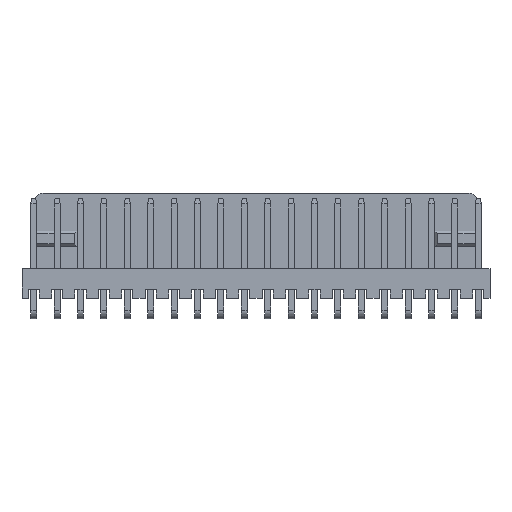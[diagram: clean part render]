
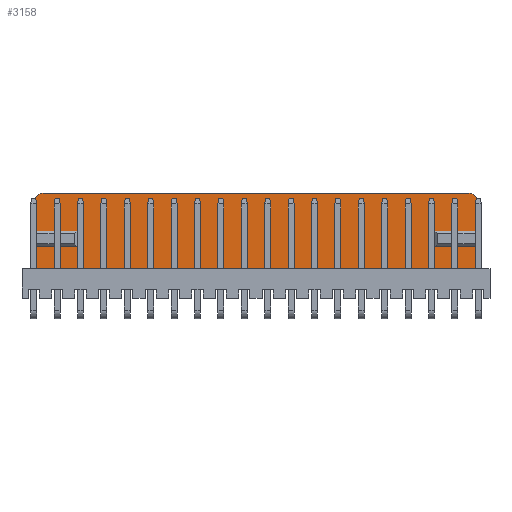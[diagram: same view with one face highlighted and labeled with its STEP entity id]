
A CAD part, top view. The second image highlights one B-rep face of the part: STEP entity #3158.
In plain terms, the highlighted planar face has unit normal (0, 0, 1).
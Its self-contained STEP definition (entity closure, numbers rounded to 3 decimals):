
#3 = EDGE_CURVE ( 'NONE', #16230, #15946, #791, .T. ) ;
#4 = EDGE_CURVE ( 'NONE', #15946, #15948, #794, .T. ) ;
#5 = EDGE_CURVE ( 'NONE', #15948, #16226, #798, .T. ) ;
#6 = EDGE_CURVE ( 'NONE', #15997, #15949, #800, .T. ) ;
#7 = EDGE_CURVE ( 'NONE', #16209, #15949, #1692, .T. ) ;
#8 = EDGE_CURVE ( 'NONE', #16209, #16178, #1694, .T. ) ;
#9 = EDGE_CURVE ( 'NONE', #15942, #16178, #1693, .T. ) ;
#10 = EDGE_CURVE ( 'NONE', #15942, #16229, #1691, .T. ) ;
#791 = LINE ( 'NONE', #1061, #797 ) ;
#794 = LINE ( 'NONE', #1064, #799 ) ;
#797 = VECTOR ( 'NONE', #1063, 1000. ) ;
#798 = LINE ( 'NONE', #1067, #801 ) ;
#799 = VECTOR ( 'NONE', #1066, 1000. ) ;
#800 = LINE ( 'NONE', #1069, #1690 ) ;
#801 = VECTOR ( 'NONE', #1068, 1000. ) ;
#1061 = CARTESIAN_POINT ( 'NONE',  ( -9.538, -3.377, 0.86 ) ) ;
#1063 = DIRECTION ( 'NONE',  ( 0., -1., 0. ) ) ;
#1064 = CARTESIAN_POINT ( 'NONE',  ( -10.858, -3.377, 0.86 ) ) ;
#1065 = DIRECTION ( 'NONE',  ( -1., 0., 0. ) ) ;
#1066 = DIRECTION ( 'NONE',  ( 1., 0., 0. ) ) ;
#1067 = CARTESIAN_POINT ( 'NONE',  ( 38.662, 3.823, 0.86 ) ) ;
#1068 = DIRECTION ( 'NONE',  ( 0., 1., 0. ) ) ;
#1069 = CARTESIAN_POINT ( 'NONE',  ( 38.662, 3.823, 0.86 ) ) ;
#1070 = DIRECTION ( 'NONE',  ( 0., 1., 0. ) ) ;
#1071 = DIRECTION ( 'NONE',  ( 0., -1., 0. ) ) ;
#1072 = CARTESIAN_POINT ( 'NONE',  ( -8.538, 4.823, 0.86 ) ) ;
#1073 = CARTESIAN_POINT ( 'NONE',  ( 37.662, 3.823, 0.86 ) ) ;
#1074 = DIRECTION ( 'NONE',  ( 0., 0., -1. ) ) ;
#1075 = DIRECTION ( 'NONE',  ( 1., 0., 0. ) ) ;
#1078 = CARTESIAN_POINT ( 'NONE',  ( -9.538, -3.377, 0.86 ) ) ;
#1079 = CARTESIAN_POINT ( 'NONE',  ( -8.538, 3.823, 0.86 ) ) ;
#1080 = DIRECTION ( 'NONE',  ( 0., 0., -1. ) ) ;
#1081 = DIRECTION ( 'NONE',  ( 1., 0., 0. ) ) ;
#1522 = AXIS2_PLACEMENT_3D ( 'NONE', #1073, #1074, #1075 ) ;
#1523 = AXIS2_PLACEMENT_3D ( 'NONE', #1079, #1080, #1081 ) ;
#1690 = VECTOR ( 'NONE', #1070, 1000. ) ;
#1691 = LINE ( 'NONE', #1078, #1698 ) ;
#1692 = CIRCLE ( 'NONE', #1522, 1. ) ;
#1693 = CIRCLE ( 'NONE', #1523, 1. ) ;
#1694 = LINE ( 'NONE', #1072, #1695 ) ;
#1695 = VECTOR ( 'NONE', #1065, 1000. ) ;
#1698 = VECTOR ( 'NONE', #1071, 1000. ) ;
#3158 = ADVANCED_FACE ( 'NONE', ( #7451 ), #8781, .F. ) ;
#7451 = FACE_OUTER_BOUND ( 'NONE', #14796, .T. ) ;
#8775 = CARTESIAN_POINT ( 'NONE',  ( -9.538, 0.723, 0.86 ) ) ;
#8781 = PLANE ( 'NONE',  #8909 ) ;
#8783 = DIRECTION ( 'NONE',  ( 0., 0., -1. ) ) ;
#8784 = DIRECTION ( 'NONE',  ( -1., 0., 0. ) ) ;
#8909 = AXIS2_PLACEMENT_3D ( 'NONE', #8775, #8783, #8784 ) ;
#11485 = CARTESIAN_POINT ( 'NONE',  ( -9.538, 3.823, 0.86 ) ) ;
#11489 = CARTESIAN_POINT ( 'NONE',  ( -9.538, -3.377, 0.86 ) ) ;
#11491 = CARTESIAN_POINT ( 'NONE',  ( 38.662, -3.377, 0.86 ) ) ;
#11492 = CARTESIAN_POINT ( 'NONE',  ( 38.662, 3.823, 0.86 ) ) ;
#11540 = CARTESIAN_POINT ( 'NONE',  ( 38.662, 0.723, 0.86 ) ) ;
#11541 = CARTESIAN_POINT ( 'NONE',  ( 33.952, -0.977, 0.86 ) ) ;
#11554 = CARTESIAN_POINT ( 'NONE',  ( -4.828, 0.723, 0.86 ) ) ;
#11723 = CARTESIAN_POINT ( 'NONE',  ( -8.538, 4.823, 0.86 ) ) ;
#11754 = CARTESIAN_POINT ( 'NONE',  ( 37.662, 4.823, 0.86 ) ) ;
#11771 = CARTESIAN_POINT ( 'NONE',  ( 38.662, -0.977, 0.86 ) ) ;
#11772 = CARTESIAN_POINT ( 'NONE',  ( 33.952, 0.723, 0.86 ) ) ;
#11774 = CARTESIAN_POINT ( 'NONE',  ( -9.538, 0.723, 0.86 ) ) ;
#11775 = CARTESIAN_POINT ( 'NONE',  ( -9.538, -0.977, 0.86 ) ) ;
#11776 = CARTESIAN_POINT ( 'NONE',  ( -4.828, -0.977, 0.86 ) ) ;
#12074 = CARTESIAN_POINT ( 'NONE',  ( -9.538, 0.723, 0.86 ) ) ;
#12075 = DIRECTION ( 'NONE',  ( -1., 0., 0. ) ) ;
#12078 = CARTESIAN_POINT ( 'NONE',  ( 33.952, 0.723, 0.86 ) ) ;
#12080 = DIRECTION ( 'NONE',  ( 0., -1., 0. ) ) ;
#12082 = CARTESIAN_POINT ( 'NONE',  ( -9.538, -0.977, 0.86 ) ) ;
#12083 = DIRECTION ( 'NONE',  ( 1., 0., 0. ) ) ;
#12088 = CARTESIAN_POINT ( 'NONE',  ( -9.538, -0.977, 0.86 ) ) ;
#12089 = DIRECTION ( 'NONE',  ( 1., 0., 0. ) ) ;
#12092 = CARTESIAN_POINT ( 'NONE',  ( -4.828, 0.723, 0.86 ) ) ;
#12094 = DIRECTION ( 'NONE',  ( 0., 1., 0. ) ) ;
#12096 = CARTESIAN_POINT ( 'NONE',  ( -9.538, 0.723, 0.86 ) ) ;
#12097 = DIRECTION ( 'NONE',  ( -1., 0., 0. ) ) ;
#12275 = LINE ( 'NONE', #12074, #12278 ) ;
#12278 = VECTOR ( 'NONE', #12075, 1000. ) ;
#12279 = LINE ( 'NONE', #12078, #12282 ) ;
#12282 = VECTOR ( 'NONE', #12080, 1000. ) ;
#12283 = LINE ( 'NONE', #12082, #12286 ) ;
#12286 = VECTOR ( 'NONE', #12083, 1000. ) ;
#12289 = LINE ( 'NONE', #12088, #12292 ) ;
#12292 = VECTOR ( 'NONE', #12089, 1000. ) ;
#12293 = LINE ( 'NONE', #12092, #12296 ) ;
#12296 = VECTOR ( 'NONE', #12094, 1000. ) ;
#12297 = LINE ( 'NONE', #12096, #12300 ) ;
#12300 = VECTOR ( 'NONE', #12097, 1000. ) ;
#14222 = ORIENTED_EDGE ( 'NONE', *, *, #16646, .F. ) ;
#14223 = ORIENTED_EDGE ( 'NONE', *, *, #16644, .F. ) ;
#14224 = ORIENTED_EDGE ( 'NONE', *, *, #3, .T. ) ;
#14225 = ORIENTED_EDGE ( 'NONE', *, *, #4, .T. ) ;
#14226 = ORIENTED_EDGE ( 'NONE', *, *, #5, .T. ) ;
#14227 = ORIENTED_EDGE ( 'NONE', *, *, #16641, .F. ) ;
#14228 = ORIENTED_EDGE ( 'NONE', *, *, #16639, .F. ) ;
#14229 = ORIENTED_EDGE ( 'NONE', *, *, #16637, .F. ) ;
#14230 = ORIENTED_EDGE ( 'NONE', *, *, #6, .T. ) ;
#14231 = ORIENTED_EDGE ( 'NONE', *, *, #7, .F. ) ;
#14232 = ORIENTED_EDGE ( 'NONE', *, *, #8, .T. ) ;
#14233 = ORIENTED_EDGE ( 'NONE', *, *, #9, .F. ) ;
#14234 = ORIENTED_EDGE ( 'NONE', *, *, #10, .T. ) ;
#14235 = ORIENTED_EDGE ( 'NONE', *, *, #16648, .F. ) ;
#14796 = EDGE_LOOP ( 'NONE', ( #14222, #14223, #14224, #14225, #14226, #14227, #14228, #14229, #14230, #14231, #14232, #14233, #14234, #14235 ) ) ;
#15942 = VERTEX_POINT ( 'NONE', #11485 ) ;
#15946 = VERTEX_POINT ( 'NONE', #11489 ) ;
#15948 = VERTEX_POINT ( 'NONE', #11491 ) ;
#15949 = VERTEX_POINT ( 'NONE', #11492 ) ;
#15997 = VERTEX_POINT ( 'NONE', #11540 ) ;
#15998 = VERTEX_POINT ( 'NONE', #11541 ) ;
#16011 = VERTEX_POINT ( 'NONE', #11554 ) ;
#16178 = VERTEX_POINT ( 'NONE', #11723 ) ;
#16209 = VERTEX_POINT ( 'NONE', #11754 ) ;
#16226 = VERTEX_POINT ( 'NONE', #11771 ) ;
#16227 = VERTEX_POINT ( 'NONE', #11772 ) ;
#16229 = VERTEX_POINT ( 'NONE', #11774 ) ;
#16230 = VERTEX_POINT ( 'NONE', #11775 ) ;
#16231 = VERTEX_POINT ( 'NONE', #11776 ) ;
#16637 = EDGE_CURVE ( 'NONE', #15997, #16227, #12275, .T. ) ;
#16639 = EDGE_CURVE ( 'NONE', #16227, #15998, #12279, .T. ) ;
#16641 = EDGE_CURVE ( 'NONE', #15998, #16226, #12283, .T. ) ;
#16644 = EDGE_CURVE ( 'NONE', #16230, #16231, #12289, .T. ) ;
#16646 = EDGE_CURVE ( 'NONE', #16231, #16011, #12293, .T. ) ;
#16648 = EDGE_CURVE ( 'NONE', #16011, #16229, #12297, .T. ) ;
